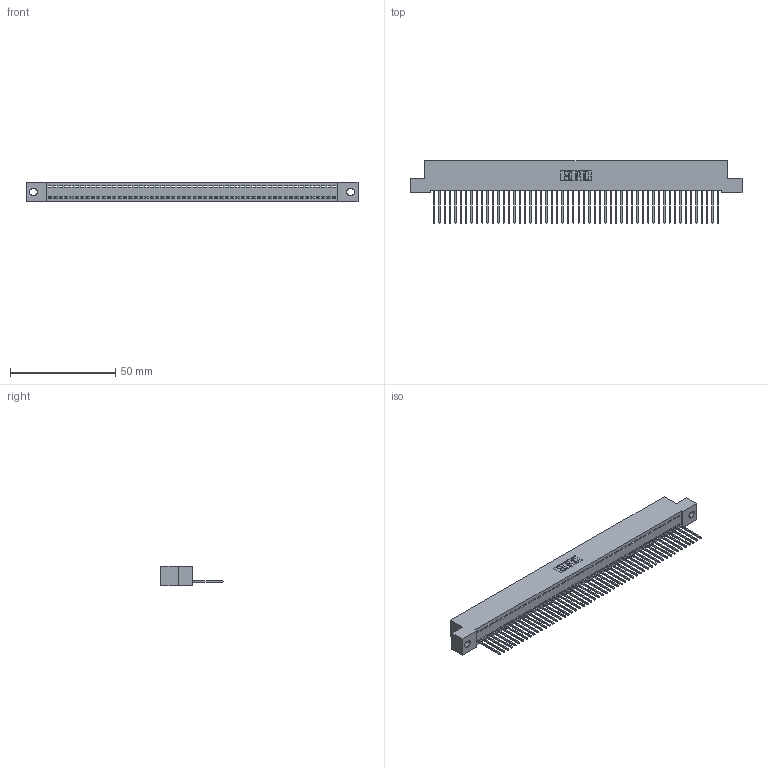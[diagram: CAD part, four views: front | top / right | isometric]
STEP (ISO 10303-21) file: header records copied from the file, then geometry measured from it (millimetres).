
FILE_DESCRIPTION (( 'STEP AP203' ), '1' );
FILE_NAME ('342-054-540-102.STEP', '2019-10-03T03:03:47', ( '' ), ( '' ), 'SwSTEP 2.0', 'SolidWorks 2016', '' );
FILE_SCHEMA (( 'CONFIG_CONTROL_DESIGN' ));
Length unit declared in the file: inch
Products named in the file (3): 342 Part_.128 Slot; 345-292-001_345-293-140; 342-054-540-102
Assembly tree (55 placements, depth 2):
  342-054-540-102
    342 Part_.128 Slot
    345-292-001_345-293-140  x54
Bounding box: 157.48 x 29.47 x 9.4 mm (x, y, z)
Volume: 13873 mm3; surface area: 20861.3 mm2
Topology: 55 solids, 55 shells, 3246 faces, 9815 edges, 6470 vertices
Faces by surface type: plane 2338, cylinder 908
Entity records: 31481 total; most frequent: CARTESIAN_POINT 5436, ORIENTED_EDGE 5426, DIRECTION 4561, EDGE_CURVE 2713, LINE 2585, VECTOR 2585, VERTEX_POINT 1806, AXIS2_PLACEMENT_3D 988
